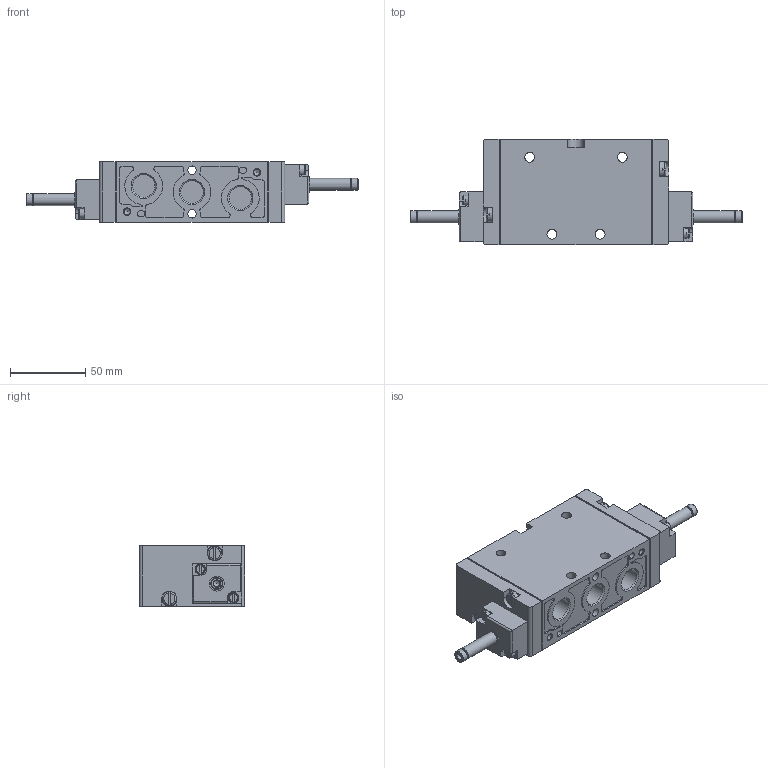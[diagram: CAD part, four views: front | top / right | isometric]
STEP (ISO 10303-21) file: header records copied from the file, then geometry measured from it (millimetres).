
FILE_DESCRIPTION(/* description */ ('STEP AP214'),/* implementation_level */ '2;1');
FILE_NAME(/* name */ '19702_JMFH-5-3_8-S-B',/* time_stamp */ '2024-08-29T16:13:48+02:00',/* author */ ('License CC BY-ND 4.0'),/* organization */ ('CADENAS'),/* preprocessor_version */ 'ST-DEVELOPER v19.3',/* originating_system */ 'PARTsolutions',/* authorisation */ ' ');
FILE_SCHEMA (('AUTOMOTIVE_DESIGN {1 0 10303 214 3 1 1}'));
Length unit declared in the file: millimetre
Products named in the file (1): 19702 JMFH-5-3/8-S-B
Bounding box: 220 x 70 x 40 mm (x, y, z)
Volume: 335818.3 mm3; surface area: 53009.5 mm2
Topology: 1 solids, 1 shells, 358 faces, 937 edges, 615 vertices
Faces by surface type: plane 182, cylinder 133, cone 27, torus 16
Full cylindrical faces by diameter (mm): 4.134 x4, 5.5 x2, 6.5 x4, 7 x2, 8 x4, 8.566 x2, 10 x2, 14.95 x5
Entity records: 10790 total; most frequent: CARTESIAN_POINT 2049, DIRECTION 1850, ORIENTED_EDGE 1730, EDGE_CURVE 865, AXIS2_PLACEMENT_3D 694, VERTEX_POINT 601, LINE 462, VECTOR 462
